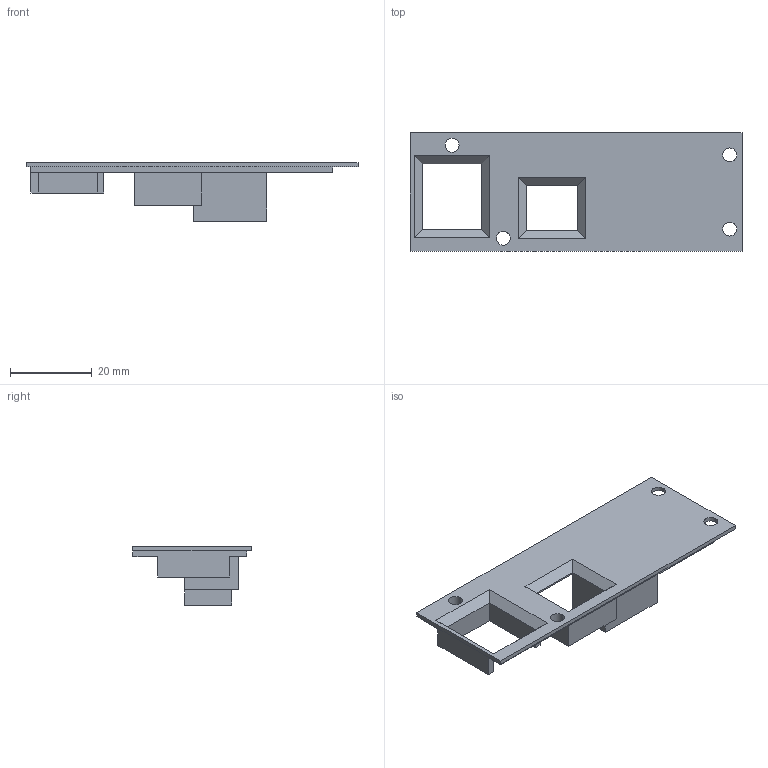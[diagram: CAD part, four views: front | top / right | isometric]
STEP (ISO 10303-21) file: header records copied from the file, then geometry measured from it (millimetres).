
FILE_DESCRIPTION (( 'STEP AP203' ), '1' );
FILE_NAME ('c2_front.step', '2020-08-13T11:39:52', ( '' ), ( '' ), 'SwSTEP 2.0', 'SolidWorks 2020', '' );
FILE_SCHEMA (( 'CONFIG_CONTROL_DESIGN' ));
Length unit declared in the file: millimetre
Products named in the file (1): c2_front
Bounding box: 81.36 x 29 x 14.28 mm (x, y, z)
Volume: 7317 mm3; surface area: 6272.4 mm2
Topology: 1 solids, 1 shells, 50 faces, 140 edges, 90 vertices
Faces by surface type: plane 42, cylinder 8
Entity records: 1681 total; most frequent: CARTESIAN_POINT 281, ORIENTED_EDGE 280, DIRECTION 258, EDGE_CURVE 140, VECTOR 124, LINE 124, VERTEX_POINT 90, AXIS2_PLACEMENT_3D 67
